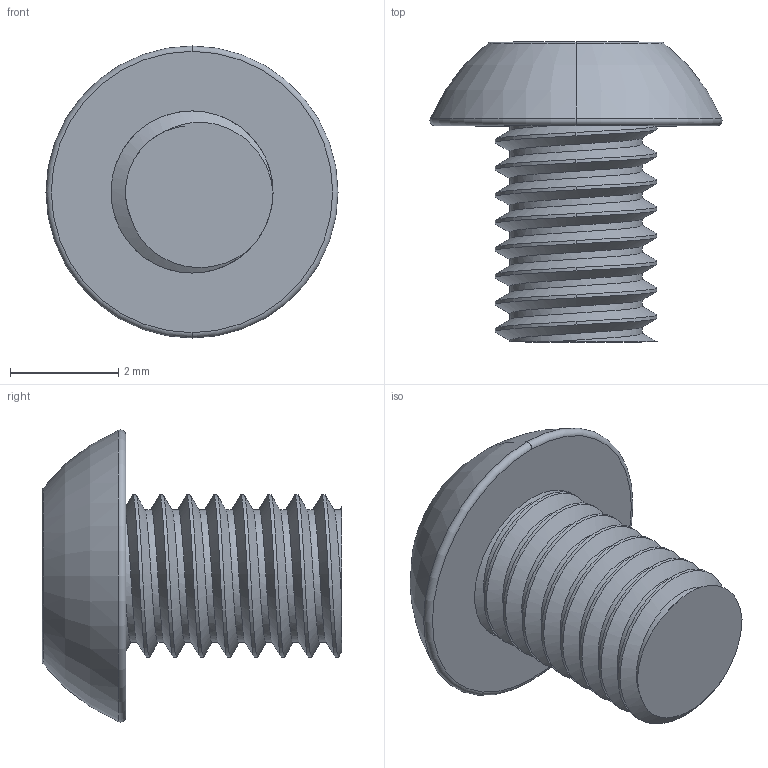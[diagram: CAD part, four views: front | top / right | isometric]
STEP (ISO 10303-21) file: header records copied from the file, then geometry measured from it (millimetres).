
FILE_DESCRIPTION (( 'STEP AP214' ), '1' );
FILE_NAME ('11-3104.step', '2025-08-25T09:37:27', ( '' ), ( '' ), 'SwSTEP 2.0', 'SolidWorks 2025', '' );
FILE_SCHEMA (( 'AUTOMOTIVE_DESIGN' ));
Length unit declared in the file: millimetre
Products named in the file (1): 11-3104
Bounding box: 5.41 x 5.55 x 5.41 mm (x, y, z)
Volume: 41.8 mm3; surface area: 130.2 mm2
Topology: 1 solids, 1 shells, 38 faces, 95 edges, 61 vertices
Faces by surface type: cylinder 17, plane 11, torus 6, bspline 4
Entity records: 2489 total; most frequent: CARTESIAN_POINT 1674, ORIENTED_EDGE 190, DIRECTION 142, EDGE_CURVE 95, VERTEX_POINT 61, AXIS2_PLACEMENT_3D 52, EDGE_LOOP 40, FACE_OUTER_BOUND 38
